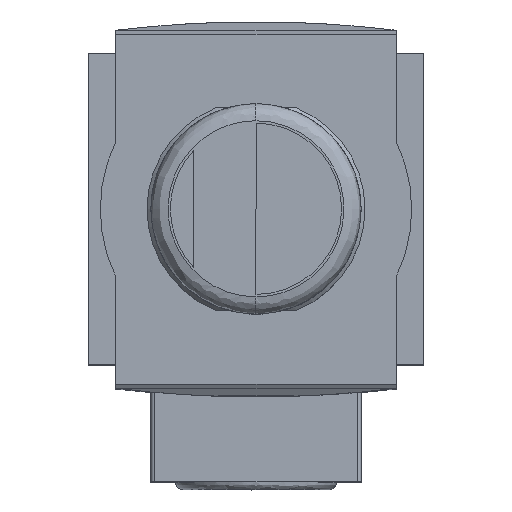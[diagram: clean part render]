
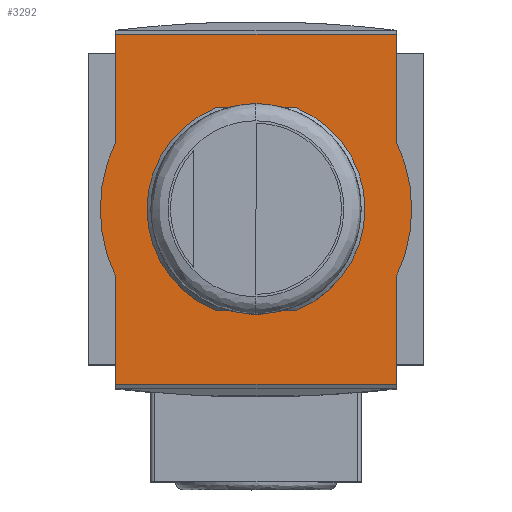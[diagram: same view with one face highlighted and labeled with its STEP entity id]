
A CAD part, top view. The second image highlights one B-rep face of the part: STEP entity #3292.
In plain terms, the highlighted planar face has unit normal (0, 0, 1).
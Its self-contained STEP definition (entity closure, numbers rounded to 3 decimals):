
#137 = LINE ( 'NONE', #8266, #10165 ) ;
#186 = VERTEX_POINT ( 'NONE', #1665 ) ;
#302 = CARTESIAN_POINT ( 'NONE',  ( 0., 0., 27. ) ) ;
#343 = CARTESIAN_POINT ( 'NONE',  ( 0., 13., 27. ) ) ;
#362 = DIRECTION ( 'NONE',  ( -1., 0., 0. ) ) ;
#562 = DIRECTION ( 'NONE',  ( 0., 0., -1. ) ) ;
#653 = FACE_OUTER_BOUND ( 'NONE', #8243, .T. ) ;
#893 = VERTEX_POINT ( 'NONE', #3740 ) ;
#1145 = AXIS2_PLACEMENT_3D ( 'NONE', #7117, #5192, #362 ) ;
#1377 = VERTEX_POINT ( 'NONE', #5103 ) ;
#1561 = CARTESIAN_POINT ( 'NONE',  ( 0., 22.464, 27. ) ) ;
#1665 = CARTESIAN_POINT ( 'NONE',  ( 18., 22.464, 27. ) ) ;
#1755 = CARTESIAN_POINT ( 'NONE',  ( -5.196, -13., 27. ) ) ;
#1764 = CIRCLE ( 'NONE', #11943, 20. ) ;
#1814 = DIRECTION ( 'NONE',  ( 0., 0., 1. ) ) ;
#2091 = VERTEX_POINT ( 'NONE', #5635 ) ;
#2275 = EDGE_CURVE ( 'NONE', #7084, #6081, #4413, .T. ) ;
#2298 = DIRECTION ( 'NONE',  ( 1., 0., 0. ) ) ;
#2335 = CARTESIAN_POINT ( 'NONE',  ( -5.196, 13., 27. ) ) ;
#2344 = CARTESIAN_POINT ( 'NONE',  ( 18., -15.859, 27. ) ) ;
#2451 = CARTESIAN_POINT ( 'NONE',  ( 0., 0., 27. ) ) ;
#2476 = EDGE_CURVE ( 'NONE', #6882, #7195, #3017, .T. ) ;
#2816 = VECTOR ( 'NONE', #7486, 1000. ) ;
#2878 = DIRECTION ( 'NONE',  ( 1., 0., 0. ) ) ;
#3017 = CIRCLE ( 'NONE', #4933, 14. ) ;
#3040 = ORIENTED_EDGE ( 'NONE', *, *, #9630, .T. ) ;
#3203 = ORIENTED_EDGE ( 'NONE', *, *, #11898, .F. ) ;
#3292 = ADVANCED_FACE ( 'NONE', ( #5242, #653 ), #12354, .F. ) ;
#3395 = EDGE_CURVE ( 'NONE', #9484, #12582, #7948, .T. ) ;
#3411 = DIRECTION ( 'NONE',  ( 0., -1., 0. ) ) ;
#3519 = LINE ( 'NONE', #6921, #9007 ) ;
#3627 = DIRECTION ( 'NONE',  ( 0., 0., -1. ) ) ;
#3659 = VECTOR ( 'NONE', #5108, 1000. ) ;
#3666 = EDGE_CURVE ( 'NONE', #6081, #12582, #5821, .T. ) ;
#3702 = VECTOR ( 'NONE', #10307, 1000. ) ;
#3740 = CARTESIAN_POINT ( 'NONE',  ( 18., 8.718, 27. ) ) ;
#3962 = DIRECTION ( 'NONE',  ( 0., 1., 0. ) ) ;
#4006 = EDGE_CURVE ( 'NONE', #7195, #12389, #3519, .T. ) ;
#4185 = EDGE_CURVE ( 'NONE', #10878, #12096, #11856, .T. ) ;
#4326 = CARTESIAN_POINT ( 'NONE',  ( 5.196, -13., 27. ) ) ;
#4413 = CIRCLE ( 'NONE', #5505, 20. ) ;
#4455 = VECTOR ( 'NONE', #11682, 1000. ) ;
#4481 = CARTESIAN_POINT ( 'NONE',  ( 0., -22.464, 27. ) ) ;
#4564 = ORIENTED_EDGE ( 'NONE', *, *, #2275, .F. ) ;
#4650 = ORIENTED_EDGE ( 'NONE', *, *, #5977, .F. ) ;
#4933 = AXIS2_PLACEMENT_3D ( 'NONE', #9645, #1814, #2878 ) ;
#5010 = CARTESIAN_POINT ( 'NONE',  ( 18., -22.464, 27. ) ) ;
#5103 = CARTESIAN_POINT ( 'NONE',  ( -18., -22.464, 27. ) ) ;
#5108 = DIRECTION ( 'NONE',  ( 0., 1., 0. ) ) ;
#5192 = DIRECTION ( 'NONE',  ( 0., 0., -1. ) ) ;
#5242 = FACE_BOUND ( 'NONE', #11082, .T. ) ;
#5505 = AXIS2_PLACEMENT_3D ( 'NONE', #2451, #562, #11281 ) ;
#5508 = CARTESIAN_POINT ( 'NONE',  ( -18., -8.718, 27. ) ) ;
#5635 = CARTESIAN_POINT ( 'NONE',  ( 14., 0., 27. ) ) ;
#5776 = DIRECTION ( 'NONE',  ( 1., 0., 0. ) ) ;
#5821 = CIRCLE ( 'NONE', #1145, 20. ) ;
#5902 = ORIENTED_EDGE ( 'NONE', *, *, #3395, .T. ) ;
#5977 = EDGE_CURVE ( 'NONE', #12389, #2091, #9183, .T. ) ;
#5982 = LINE ( 'NONE', #10829, #11421 ) ;
#5988 = CARTESIAN_POINT ( 'NONE',  ( 0., 0., 27. ) ) ;
#6021 = DIRECTION ( 'NONE',  ( -1., 0., 0. ) ) ;
#6081 = VERTEX_POINT ( 'NONE', #10103 ) ;
#6549 = ORIENTED_EDGE ( 'NONE', *, *, #2476, .F. ) ;
#6777 = EDGE_CURVE ( 'NONE', #893, #12096, #1764, .T. ) ;
#6882 = VERTEX_POINT ( 'NONE', #2335 ) ;
#6921 = CARTESIAN_POINT ( 'NONE',  ( 0., -13., 27. ) ) ;
#6948 = AXIS2_PLACEMENT_3D ( 'NONE', #7704, #3627, #10408 ) ;
#7042 = EDGE_CURVE ( 'NONE', #10878, #1377, #8302, .T. ) ;
#7084 = VERTEX_POINT ( 'NONE', #5508 ) ;
#7113 = AXIS2_PLACEMENT_3D ( 'NONE', #11242, #10251, #11157 ) ;
#7117 = CARTESIAN_POINT ( 'NONE',  ( 0., 0., 27. ) ) ;
#7156 = ORIENTED_EDGE ( 'NONE', *, *, #8160, .F. ) ;
#7195 = VERTEX_POINT ( 'NONE', #1755 ) ;
#7385 = ORIENTED_EDGE ( 'NONE', *, *, #11029, .T. ) ;
#7486 = DIRECTION ( 'NONE',  ( -1., 0., 0. ) ) ;
#7492 = AXIS2_PLACEMENT_3D ( 'NONE', #302, #9949, #2298 ) ;
#7704 = CARTESIAN_POINT ( 'NONE',  ( 0., 0., 27. ) ) ;
#7948 = LINE ( 'NONE', #12557, #4455 ) ;
#8049 = EDGE_CURVE ( 'NONE', #11064, #6882, #11609, .T. ) ;
#8160 = EDGE_CURVE ( 'NONE', #9484, #186, #8582, .T. ) ;
#8243 = EDGE_LOOP ( 'NONE', ( #3040, #7156, #5902, #10369, #4564, #7385, #10835, #12114, #11221 ) ) ;
#8266 = CARTESIAN_POINT ( 'NONE',  ( -18., -25.593, 27. ) ) ;
#8302 = LINE ( 'NONE', #4481, #2816 ) ;
#8464 = CARTESIAN_POINT ( 'NONE',  ( -18., 22.464, 27. ) ) ;
#8488 = CARTESIAN_POINT ( 'NONE',  ( 18., -8.718, 27. ) ) ;
#8582 = LINE ( 'NONE', #1561, #3702 ) ;
#9007 = VECTOR ( 'NONE', #5776, 1000. ) ;
#9183 = CIRCLE ( 'NONE', #7492, 14. ) ;
#9484 = VERTEX_POINT ( 'NONE', #8464 ) ;
#9630 = EDGE_CURVE ( 'NONE', #893, #186, #5982, .T. ) ;
#9645 = CARTESIAN_POINT ( 'NONE',  ( 0., 0., 27. ) ) ;
#9949 = DIRECTION ( 'NONE',  ( 0., 0., 1. ) ) ;
#10103 = CARTESIAN_POINT ( 'NONE',  ( -20., 0., 27. ) ) ;
#10165 = VECTOR ( 'NONE', #3411, 1000. ) ;
#10251 = DIRECTION ( 'NONE',  ( 0., 0., 1. ) ) ;
#10307 = DIRECTION ( 'NONE',  ( 1., 0., 0. ) ) ;
#10317 = CARTESIAN_POINT ( 'NONE',  ( 5.196, 13., 27. ) ) ;
#10369 = ORIENTED_EDGE ( 'NONE', *, *, #3666, .F. ) ;
#10406 = ORIENTED_EDGE ( 'NONE', *, *, #4006, .F. ) ;
#10408 = DIRECTION ( 'NONE',  ( -1., 0., 0. ) ) ;
#10567 = ORIENTED_EDGE ( 'NONE', *, *, #8049, .F. ) ;
#10571 = CARTESIAN_POINT ( 'NONE',  ( -18., 8.718, 27. ) ) ;
#10829 = CARTESIAN_POINT ( 'NONE',  ( 18., 15.859, 27. ) ) ;
#10835 = ORIENTED_EDGE ( 'NONE', *, *, #7042, .F. ) ;
#10878 = VERTEX_POINT ( 'NONE', #5010 ) ;
#11029 = EDGE_CURVE ( 'NONE', #7084, #1377, #137, .T. ) ;
#11064 = VERTEX_POINT ( 'NONE', #10317 ) ;
#11082 = EDGE_LOOP ( 'NONE', ( #10567, #3203, #4650, #10406, #6549 ) ) ;
#11157 = DIRECTION ( 'NONE',  ( 1., 0., 0. ) ) ;
#11221 = ORIENTED_EDGE ( 'NONE', *, *, #6777, .F. ) ;
#11242 = CARTESIAN_POINT ( 'NONE',  ( 0., 0., 27. ) ) ;
#11281 = DIRECTION ( 'NONE',  ( -1., 0., 0. ) ) ;
#11421 = VECTOR ( 'NONE', #3962, 1000. ) ;
#11597 = VECTOR ( 'NONE', #12051, 1000. ) ;
#11609 = LINE ( 'NONE', #343, #11597 ) ;
#11682 = DIRECTION ( 'NONE',  ( 0., -1., 0. ) ) ;
#11844 = DIRECTION ( 'NONE',  ( 0., 0., -1. ) ) ;
#11856 = LINE ( 'NONE', #2344, #3659 ) ;
#11898 = EDGE_CURVE ( 'NONE', #2091, #11064, #12110, .T. ) ;
#11943 = AXIS2_PLACEMENT_3D ( 'NONE', #5988, #11844, #6021 ) ;
#12051 = DIRECTION ( 'NONE',  ( -1., 0., 0. ) ) ;
#12096 = VERTEX_POINT ( 'NONE', #8488 ) ;
#12110 = CIRCLE ( 'NONE', #7113, 14. ) ;
#12114 = ORIENTED_EDGE ( 'NONE', *, *, #4185, .T. ) ;
#12354 = PLANE ( 'NONE',  #6948 ) ;
#12389 = VERTEX_POINT ( 'NONE', #4326 ) ;
#12557 = CARTESIAN_POINT ( 'NONE',  ( -18., 27.7, 27. ) ) ;
#12582 = VERTEX_POINT ( 'NONE', #10571 ) ;
